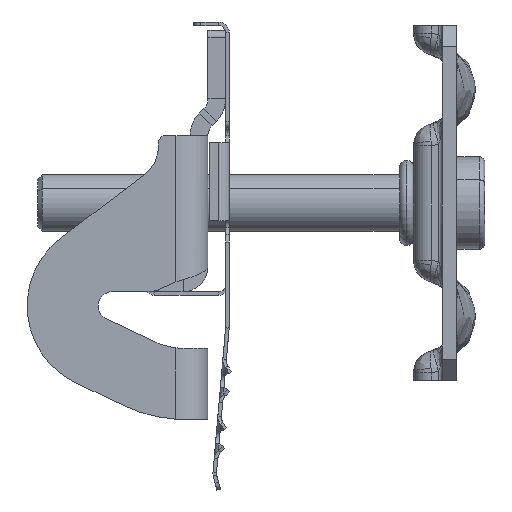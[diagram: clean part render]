
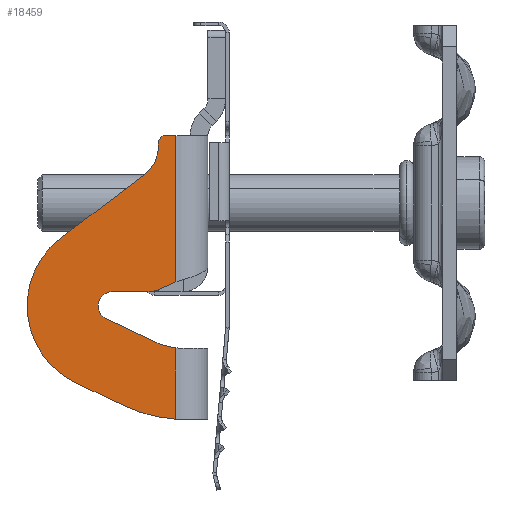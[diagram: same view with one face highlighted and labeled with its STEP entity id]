
A CAD part, left-side view. The second image highlights one B-rep face of the part: STEP entity #18459.
In plain terms, the highlighted planar face has unit normal (-1, 0, 0).
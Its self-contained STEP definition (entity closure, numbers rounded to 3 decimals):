
#216 = CARTESIAN_POINT ( 'NONE',  ( -27., 6.086, 3. ) ) ;
#319 = ORIENTED_EDGE ( 'NONE', *, *, #15775, .T. ) ;
#528 = CARTESIAN_POINT ( 'NONE',  ( -27., 2., -19.959 ) ) ;
#650 = CIRCLE ( 'NONE', #992, 1. ) ;
#693 = VERTEX_POINT ( 'NONE', #5311 ) ;
#718 = CARTESIAN_POINT ( 'NONE',  ( -27., -61.028, -2. ) ) ;
#943 = DIRECTION ( 'NONE',  ( 1., 0., 0. ) ) ;
#992 = AXIS2_PLACEMENT_3D ( 'NONE', #18330, #12240, #19945 ) ;
#1009 = DIRECTION ( 'NONE',  ( 1., 0., 0. ) ) ;
#1060 = VERTEX_POINT ( 'NONE', #20096 ) ;
#1070 = VERTEX_POINT ( 'NONE', #11041 ) ;
#1107 = CARTESIAN_POINT ( 'NONE',  ( -27., -2.528, 1.5 ) ) ;
#1119 = DIRECTION ( 'NONE',  ( 0., 0., -1. ) ) ;
#1338 = LINE ( 'NONE', #20098, #2118 ) ;
#1910 = ORIENTED_EDGE ( 'NONE', *, *, #10182, .F. ) ;
#2118 = VECTOR ( 'NONE', #7352, 1000. ) ;
#2238 = ORIENTED_EDGE ( 'NONE', *, *, #7275, .T. ) ;
#2254 = DIRECTION ( 'NONE',  ( 0., -1., 0. ) ) ;
#2303 = VECTOR ( 'NONE', #1119, 1000. ) ;
#2311 = AXIS2_PLACEMENT_3D ( 'NONE', #2590, #13237, #19501 ) ;
#2590 = CARTESIAN_POINT ( 'NONE',  ( -27., 10.972, -4. ) ) ;
#2673 = CARTESIAN_POINT ( 'NONE',  ( -27., 10.972, -4. ) ) ;
#2794 = DIRECTION ( 'NONE',  ( 0., 0., 1. ) ) ;
#2817 = DIRECTION ( 'NONE',  ( 0., 0., 1. ) ) ;
#2990 = FACE_OUTER_BOUND ( 'NONE', #3777, .T. ) ;
#3004 = CARTESIAN_POINT ( 'NONE',  ( -27., 5.004, -9.038 ) ) ;
#3140 = DIRECTION ( 'NONE',  ( 0., -1., 0. ) ) ;
#3777 = EDGE_LOOP ( 'NONE', ( #11154, #2238, #5826, #16788, #6842, #12043, #7079, #15959, #6338, #18876, #319, #7436, #19279, #18689, #16250, #1910 ) ) ;
#4066 = CARTESIAN_POINT ( 'NONE',  ( -27., 4.472, 19. ) ) ;
#4085 = LINE ( 'NONE', #1107, #5045 ) ;
#4615 = EDGE_CURVE ( 'NONE', #693, #18414, #19460, .T. ) ;
#4828 = EDGE_CURVE ( 'NONE', #10900, #17358, #12581, .T. ) ;
#5045 = VECTOR ( 'NONE', #15462, 1000. ) ;
#5311 = CARTESIAN_POINT ( 'NONE',  ( -27., 2., -9.918 ) ) ;
#5314 = EDGE_CURVE ( 'NONE', #693, #14788, #19035, .T. ) ;
#5340 = CARTESIAN_POINT ( 'NONE',  ( -27., 2., 0. ) ) ;
#5826 = ORIENTED_EDGE ( 'NONE', *, *, #4828, .F. ) ;
#5889 = DIRECTION ( 'NONE',  ( 0., 0., 1. ) ) ;
#6133 = CARTESIAN_POINT ( 'NONE',  ( -27., 6.449, 14.499 ) ) ;
#6338 = ORIENTED_EDGE ( 'NONE', *, *, #4615, .F. ) ;
#6842 = ORIENTED_EDGE ( 'NONE', *, *, #16471, .F. ) ;
#6989 = VERTEX_POINT ( 'NONE', #18335 ) ;
#7004 = CARTESIAN_POINT ( 'NONE',  ( -27., 4.472, 16. ) ) ;
#7079 = ORIENTED_EDGE ( 'NONE', *, *, #8034, .F. ) ;
#7133 = CARTESIAN_POINT ( 'NONE',  ( -27., 2., 0. ) ) ;
#7235 = CARTESIAN_POINT ( 'NONE',  ( -27., 4.472, 18.482 ) ) ;
#7275 = EDGE_CURVE ( 'NONE', #6989, #17358, #650, .T. ) ;
#7352 = DIRECTION ( 'NONE',  ( 0., 0.904, 0.428 ) ) ;
#7436 = ORIENTED_EDGE ( 'NONE', *, *, #19455, .T. ) ;
#7455 = LINE ( 'NONE', #15100, #18772 ) ;
#7643 = EDGE_CURVE ( 'NONE', #9978, #1070, #10247, .T. ) ;
#7792 = CARTESIAN_POINT ( 'NONE',  ( -27., 0.725, 0. ) ) ;
#7928 = EDGE_CURVE ( 'NONE', #18414, #17045, #17141, .T. ) ;
#7966 = CARTESIAN_POINT ( 'NONE',  ( -27., 0.725, 0. ) ) ;
#8034 = EDGE_CURVE ( 'NONE', #17045, #9978, #7455, .T. ) ;
#8257 = AXIS2_PLACEMENT_3D ( 'NONE', #11900, #943, #5889 ) ;
#8994 = EDGE_CURVE ( 'NONE', #6989, #11710, #11095, .T. ) ;
#9704 = LINE ( 'NONE', #718, #11641 ) ;
#9978 = VERTEX_POINT ( 'NONE', #20207 ) ;
#10111 = DIRECTION ( 'NONE',  ( 0., 0., -1. ) ) ;
#10182 = EDGE_CURVE ( 'NONE', #11710, #1060, #10228, .T. ) ;
#10228 = LINE ( 'NONE', #7133, #2303 ) ;
#10247 = CIRCLE ( 'NONE', #2311, 12. ) ;
#10662 = CARTESIAN_POINT ( 'NONE',  ( -27., 4.472, 20. ) ) ;
#10834 = VERTEX_POINT ( 'NONE', #12074 ) ;
#10840 = DIRECTION ( 'NONE',  ( 1., 0., 0. ) ) ;
#10900 = VERTEX_POINT ( 'NONE', #7235 ) ;
#10928 = VERTEX_POINT ( 'NONE', #15697 ) ;
#10952 = DIRECTION ( 'NONE',  ( 0., 0., 1. ) ) ;
#10997 = CARTESIAN_POINT ( 'NONE',  ( -27., -3.528, 20. ) ) ;
#11041 = CARTESIAN_POINT ( 'NONE',  ( -27., 18.228, 5.558 ) ) ;
#11095 = LINE ( 'NONE', #10997, #17477 ) ;
#11154 = ORIENTED_EDGE ( 'NONE', *, *, #8994, .F. ) ;
#11362 = CARTESIAN_POINT ( 'NONE',  ( -27., 3.973, -1.532 ) ) ;
#11641 = VECTOR ( 'NONE', #2254, 1000. ) ;
#11710 = VERTEX_POINT ( 'NONE', #12269 ) ;
#11838 = DIRECTION ( 'NONE',  ( 0., -0.797, 0.605 ) ) ;
#11900 = CARTESIAN_POINT ( 'NONE',  ( -27., 0.725, 0. ) ) ;
#12000 = AXIS2_PLACEMENT_3D ( 'NONE', #14745, #1009, #20066 ) ;
#12043 = ORIENTED_EDGE ( 'NONE', *, *, #7643, .F. ) ;
#12074 = CARTESIAN_POINT ( 'NONE',  ( -27., 10.972, -2. ) ) ;
#12240 = DIRECTION ( 'NONE',  ( -1., 0., 0. ) ) ;
#12269 = CARTESIAN_POINT ( 'NONE',  ( -27., 2., 20. ) ) ;
#12581 = LINE ( 'NONE', #10662, #17771 ) ;
#12703 = DIRECTION ( 'NONE',  ( 0., 0., 1. ) ) ;
#12789 = VERTEX_POINT ( 'NONE', #11362 ) ;
#12960 = EDGE_CURVE ( 'NONE', #10834, #10928, #9704, .T. ) ;
#13016 = DIRECTION ( 'NONE',  ( -1., 0., 0. ) ) ;
#13237 = DIRECTION ( 'NONE',  ( 1., 0., 0. ) ) ;
#13636 = DIRECTION ( 'NONE',  ( 1., 0., 0. ) ) ;
#13811 = CARTESIAN_POINT ( 'NONE',  ( -27., 9.282, -18.077 ) ) ;
#14300 = CIRCLE ( 'NONE', #12000, 5. ) ;
#14745 = CARTESIAN_POINT ( 'NONE',  ( -27., 9.472, 18.482 ) ) ;
#14788 = VERTEX_POINT ( 'NONE', #3004 ) ;
#14877 = DIRECTION ( 'NONE',  ( 0., 0., -1. ) ) ;
#14981 = VERTEX_POINT ( 'NONE', #17322 ) ;
#15100 = CARTESIAN_POINT ( 'NONE',  ( -27., 16.107, -14.846 ) ) ;
#15218 = EDGE_CURVE ( 'NONE', #1060, #12789, #4085, .T. ) ;
#15225 = EDGE_CURVE ( 'NONE', #10900, #19995, #14300, .T. ) ;
#15429 = DIRECTION ( 'NONE',  ( 1., 0., 0. ) ) ;
#15462 = DIRECTION ( 'NONE',  ( 0., 0.906, -0.423 ) ) ;
#15697 = CARTESIAN_POINT ( 'NONE',  ( -27., 6.086, -2. ) ) ;
#15699 = EDGE_CURVE ( 'NONE', #10928, #12789, #18579, .T. ) ;
#15775 = EDGE_CURVE ( 'NONE', #14788, #14981, #1338, .T. ) ;
#15855 = CIRCLE ( 'NONE', #17482, 2. ) ;
#15959 = ORIENTED_EDGE ( 'NONE', *, *, #7928, .F. ) ;
#16250 = ORIENTED_EDGE ( 'NONE', *, *, #15218, .F. ) ;
#16471 = EDGE_CURVE ( 'NONE', #1070, #19995, #19646, .T. ) ;
#16788 = ORIENTED_EDGE ( 'NONE', *, *, #15225, .T. ) ;
#17045 = VERTEX_POINT ( 'NONE', #13811 ) ;
#17141 = CIRCLE ( 'NONE', #8257, 20. ) ;
#17273 = AXIS2_PLACEMENT_3D ( 'NONE', #216, #13016, #12703 ) ;
#17322 = CARTESIAN_POINT ( 'NONE',  ( -27., 11.828, -5.808 ) ) ;
#17358 = VERTEX_POINT ( 'NONE', #4066 ) ;
#17477 = VECTOR ( 'NONE', #3140, 1000. ) ;
#17482 = AXIS2_PLACEMENT_3D ( 'NONE', #2673, #13636, #14877 ) ;
#17771 = VECTOR ( 'NONE', #2794, 1000. ) ;
#18068 = AXIS2_PLACEMENT_3D ( 'NONE', #7792, #15429, #2817 ) ;
#18286 = DIRECTION ( 'NONE',  ( 0., 0.904, 0.428 ) ) ;
#18330 = CARTESIAN_POINT ( 'NONE',  ( -27., 3.472, 19. ) ) ;
#18335 = CARTESIAN_POINT ( 'NONE',  ( -27., 3.472, 20. ) ) ;
#18414 = VERTEX_POINT ( 'NONE', #528 ) ;
#18459 = ADVANCED_FACE ( 'NONE', ( #2990 ), #18758, .F. ) ;
#18579 = CIRCLE ( 'NONE', #17273, 5. ) ;
#18674 = VECTOR ( 'NONE', #10111, 1000. ) ;
#18689 = ORIENTED_EDGE ( 'NONE', *, *, #15699, .T. ) ;
#18758 = PLANE ( 'NONE',  #20050 ) ;
#18772 = VECTOR ( 'NONE', #18286, 1000. ) ;
#18876 = ORIENTED_EDGE ( 'NONE', *, *, #5314, .T. ) ;
#19035 = CIRCLE ( 'NONE', #18068, 10. ) ;
#19279 = ORIENTED_EDGE ( 'NONE', *, *, #12960, .T. ) ;
#19455 = EDGE_CURVE ( 'NONE', #14981, #10834, #15855, .T. ) ;
#19460 = LINE ( 'NONE', #5340, #18674 ) ;
#19501 = DIRECTION ( 'NONE',  ( 0., 0., -1. ) ) ;
#19646 = LINE ( 'NONE', #7004, #19896 ) ;
#19896 = VECTOR ( 'NONE', #11838, 1000. ) ;
#19945 = DIRECTION ( 'NONE',  ( 0., 1., 0. ) ) ;
#19995 = VERTEX_POINT ( 'NONE', #6133 ) ;
#20050 = AXIS2_PLACEMENT_3D ( 'NONE', #7966, #10840, #10952 ) ;
#20066 = DIRECTION ( 'NONE',  ( 0., 0., 1. ) ) ;
#20096 = CARTESIAN_POINT ( 'NONE',  ( -27., 2., -0.611 ) ) ;
#20098 = CARTESIAN_POINT ( 'NONE',  ( -27., 11.828, -5.808 ) ) ;
#20207 = CARTESIAN_POINT ( 'NONE',  ( -27., 16.107, -14.846 ) ) ;
